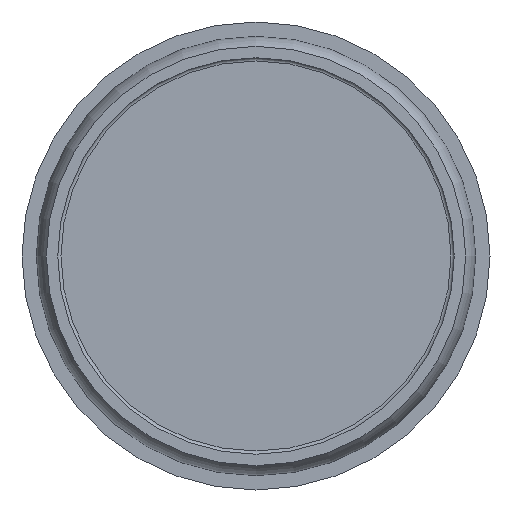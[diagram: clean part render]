
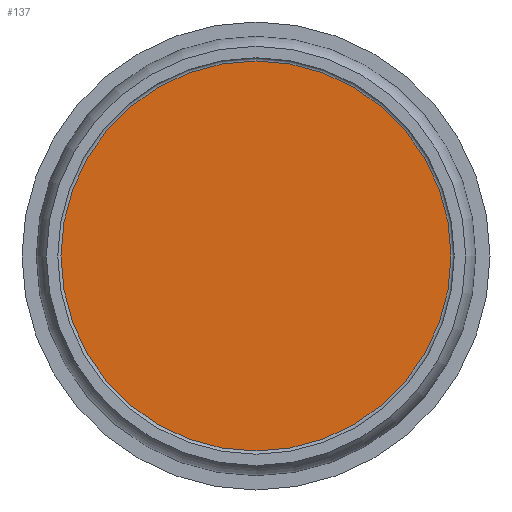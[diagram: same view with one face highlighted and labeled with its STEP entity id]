
A CAD part, front view. The second image highlights one B-rep face of the part: STEP entity #137.
In plain terms, the highlighted planar face has unit normal (0, -1, 0).
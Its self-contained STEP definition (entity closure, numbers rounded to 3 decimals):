
#43=FACE_OUTER_BOUND('',#65,.T.);
#65=EDGE_LOOP('',(#120));
#76=CIRCLE('',#161,60.);
#87=VERTEX_POINT('',#243);
#98=EDGE_CURVE('',#87,#87,#76,.T.);
#120=ORIENTED_EDGE('',*,*,#98,.T.);
#125=PLANE('',#162);
#137=ADVANCED_FACE('',(#43),#125,.T.);
#161=AXIS2_PLACEMENT_3D('',#244,#207,#208);
#162=AXIS2_PLACEMENT_3D('',#245,#209,#210);
#207=DIRECTION('center_axis',(0.,-1.,0.));
#208=DIRECTION('ref_axis',(1.,0.,0.));
#209=DIRECTION('center_axis',(0.,-1.,0.));
#210=DIRECTION('ref_axis',(0.,0.,-1.));
#243=CARTESIAN_POINT('',(60.,73.,0.));
#244=CARTESIAN_POINT('Origin',(0.,73.,0.));
#245=CARTESIAN_POINT('Origin',(0.,73.,0.));
